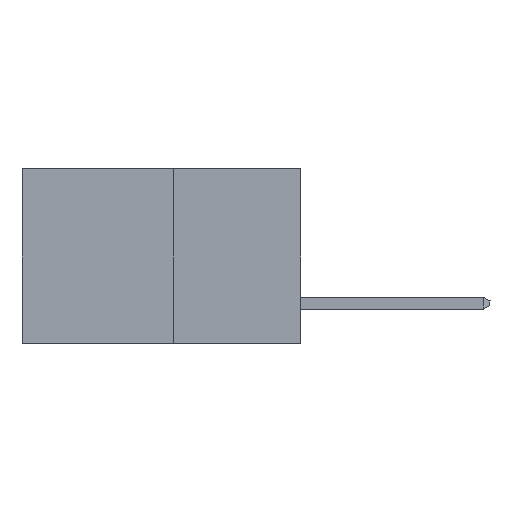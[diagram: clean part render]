
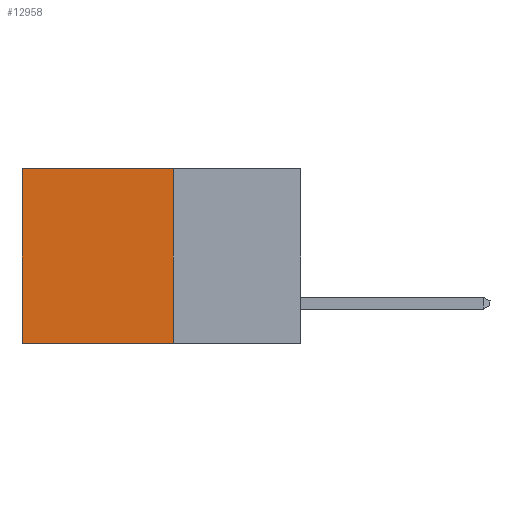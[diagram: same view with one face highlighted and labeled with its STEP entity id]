
A CAD part, left-side view. The second image highlights one B-rep face of the part: STEP entity #12958.
In plain terms, the highlighted planar face has unit normal (-1, 0, 0).
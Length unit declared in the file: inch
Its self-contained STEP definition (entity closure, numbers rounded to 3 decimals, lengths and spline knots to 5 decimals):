
#142 = DIRECTION ( 'NONE',  ( 0., 1., 0. ) ) ;
#368 = VERTEX_POINT ( 'NONE', #6783 ) ;
#1137 = CARTESIAN_POINT ( 'NONE',  ( 0.277, 0.27, 0. ) ) ;
#2095 = CARTESIAN_POINT ( 'NONE',  ( 0.277, 0.59, -0.37 ) ) ;
#2352 = LINE ( 'NONE', #1137, #10227 ) ;
#2816 = ORIENTED_EDGE ( 'NONE', *, *, #9048, .T. ) ;
#2933 = VERTEX_POINT ( 'NONE', #10028 ) ;
#3786 = PLANE ( 'NONE',  #6426 ) ;
#3819 = LINE ( 'NONE', #11248, #4288 ) ;
#4288 = VECTOR ( 'NONE', #142, 39.37008 ) ;
#5009 = CARTESIAN_POINT ( 'NONE',  ( 0.277, 0.27, -0.37 ) ) ;
#5051 = ORIENTED_EDGE ( 'NONE', *, *, #9741, .T. ) ;
#5358 = DIRECTION ( 'NONE',  ( 0., 0., -1. ) ) ;
#6358 = VERTEX_POINT ( 'NONE', #2095 ) ;
#6426 = AXIS2_PLACEMENT_3D ( 'NONE', #8445, #14793, #5358 ) ;
#6783 = CARTESIAN_POINT ( 'NONE',  ( 0.277, 0.27, -0.37 ) ) ;
#6969 = VECTOR ( 'NONE', #17563, 39.37008 ) ;
#7948 = DIRECTION ( 'NONE',  ( 0., 0., -1. ) ) ;
#8432 = ORIENTED_EDGE ( 'NONE', *, *, #12179, .F. ) ;
#8445 = CARTESIAN_POINT ( 'NONE',  ( 0.277, 0.27, -0.37 ) ) ;
#8828 = CARTESIAN_POINT ( 'NONE',  ( 0.277, 0.59, 0. ) ) ;
#9048 = EDGE_CURVE ( 'NONE', #2933, #18373, #2352, .T. ) ;
#9051 = DIRECTION ( 'NONE',  ( 0., 1., 0. ) ) ;
#9457 = LINE ( 'NONE', #12622, #9950 ) ;
#9741 = EDGE_CURVE ( 'NONE', #18373, #6358, #9457, .T. ) ;
#9950 = VECTOR ( 'NONE', #7948, 39.37008 ) ;
#10028 = CARTESIAN_POINT ( 'NONE',  ( 0.277, 0.27, 0. ) ) ;
#10227 = VECTOR ( 'NONE', #9051, 39.37008 ) ;
#10386 = FACE_OUTER_BOUND ( 'NONE', #17787, .T. ) ;
#11189 = EDGE_CURVE ( 'NONE', #2933, #368, #15329, .T. ) ;
#11248 = CARTESIAN_POINT ( 'NONE',  ( 0.277, 0.27, -0.37 ) ) ;
#12179 = EDGE_CURVE ( 'NONE', #368, #6358, #3819, .T. ) ;
#12622 = CARTESIAN_POINT ( 'NONE',  ( 0.277, 0.59, -0.37 ) ) ;
#12958 = ADVANCED_FACE ( 'NONE', ( #10386 ), #3786, .F. ) ;
#14793 = DIRECTION ( 'NONE',  ( 1., 0., 0. ) ) ;
#15329 = LINE ( 'NONE', #5009, #6969 ) ;
#17525 = ORIENTED_EDGE ( 'NONE', *, *, #11189, .F. ) ;
#17563 = DIRECTION ( 'NONE',  ( 0., 0., -1. ) ) ;
#17787 = EDGE_LOOP ( 'NONE', ( #5051, #8432, #17525, #2816 ) ) ;
#18373 = VERTEX_POINT ( 'NONE', #8828 ) ;
